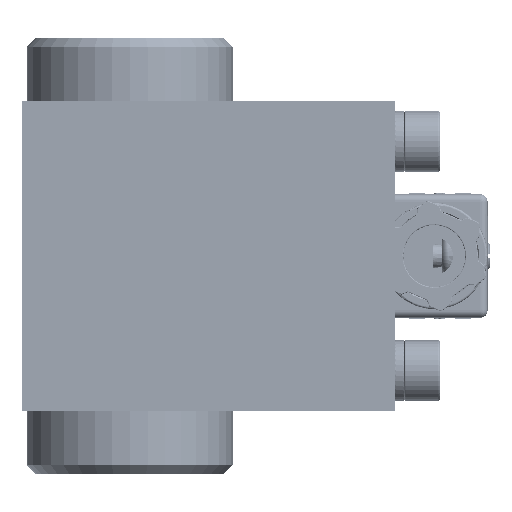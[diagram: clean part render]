
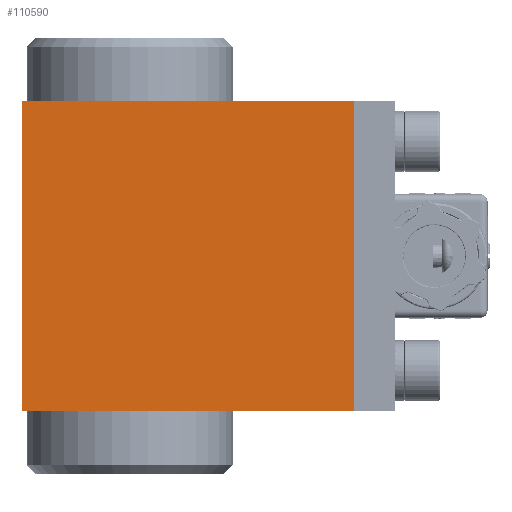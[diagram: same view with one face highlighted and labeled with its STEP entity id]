
A CAD part, front view. The second image highlights one B-rep face of the part: STEP entity #110590.
In plain terms, the highlighted planar face has unit normal (0, -1, 0).
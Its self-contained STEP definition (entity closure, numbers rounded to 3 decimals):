
#9304 = EDGE_CURVE ( 'NONE', #89819, #38978, #11146, .T. ) ;
#11146 = LINE ( 'NONE', #32081, #112437 ) ;
#12279 = CARTESIAN_POINT ( 'NONE',  ( 0., 0., 0. ) ) ;
#18649 = ORIENTED_EDGE ( 'NONE', *, *, #131261, .F. ) ;
#20084 = EDGE_LOOP ( 'NONE', ( #94762, #170377, #18649, #152878 ) ) ;
#23465 = VERTEX_POINT ( 'NONE', #163255 ) ;
#24549 = CARTESIAN_POINT ( 'NONE',  ( -34.35, 0., 32. ) ) ;
#25545 = DIRECTION ( 'NONE',  ( 0., 0., 1. ) ) ;
#27431 = DIRECTION ( 'NONE',  ( 1., 0., 0. ) ) ;
#31241 = CARTESIAN_POINT ( 'NONE',  ( -34.35, 0., -32. ) ) ;
#31534 = VECTOR ( 'NONE', #27431, 1000. ) ;
#32081 = CARTESIAN_POINT ( 'NONE',  ( -34.35, 0., -32. ) ) ;
#33792 = LINE ( 'NONE', #31241, #100044 ) ;
#34989 = FACE_OUTER_BOUND ( 'NONE', #20084, .T. ) ;
#38978 = VERTEX_POINT ( 'NONE', #50688 ) ;
#42447 = VECTOR ( 'NONE', #159095, 1000. ) ;
#50688 = CARTESIAN_POINT ( 'NONE',  ( -34.35, 0., -32. ) ) ;
#66727 = CARTESIAN_POINT ( 'NONE',  ( 34.35, 0., -32. ) ) ;
#66822 = LINE ( 'NONE', #119918, #31534 ) ;
#89819 = VERTEX_POINT ( 'NONE', #165851 ) ;
#90686 = EDGE_CURVE ( 'NONE', #108895, #23465, #66822, .T. ) ;
#94762 = ORIENTED_EDGE ( 'NONE', *, *, #107468, .F. ) ;
#100044 = VECTOR ( 'NONE', #103344, 1000. ) ;
#103344 = DIRECTION ( 'NONE',  ( 0., 0., 1. ) ) ;
#104232 = PLANE ( 'NONE',  #167125 ) ;
#104787 = DIRECTION ( 'NONE',  ( 0., 1., 0. ) ) ;
#107468 = EDGE_CURVE ( 'NONE', #23465, #89819, #143720, .T. ) ;
#108895 = VERTEX_POINT ( 'NONE', #24549 ) ;
#110590 = ADVANCED_FACE ( 'NONE', ( #34989 ), #104232, .F. ) ;
#112437 = VECTOR ( 'NONE', #137852, 1000. ) ;
#119918 = CARTESIAN_POINT ( 'NONE',  ( -34.35, 0., 32. ) ) ;
#131261 = EDGE_CURVE ( 'NONE', #38978, #108895, #33792, .T. ) ;
#137852 = DIRECTION ( 'NONE',  ( -1., 0., 0. ) ) ;
#143720 = LINE ( 'NONE', #66727, #42447 ) ;
#152878 = ORIENTED_EDGE ( 'NONE', *, *, #9304, .F. ) ;
#159095 = DIRECTION ( 'NONE',  ( 0., 0., -1. ) ) ;
#163255 = CARTESIAN_POINT ( 'NONE',  ( 34.35, 0., 32. ) ) ;
#165851 = CARTESIAN_POINT ( 'NONE',  ( 34.35, 0., -32. ) ) ;
#167125 = AXIS2_PLACEMENT_3D ( 'NONE', #12279, #104787, #25545 ) ;
#170377 = ORIENTED_EDGE ( 'NONE', *, *, #90686, .F. ) ;
